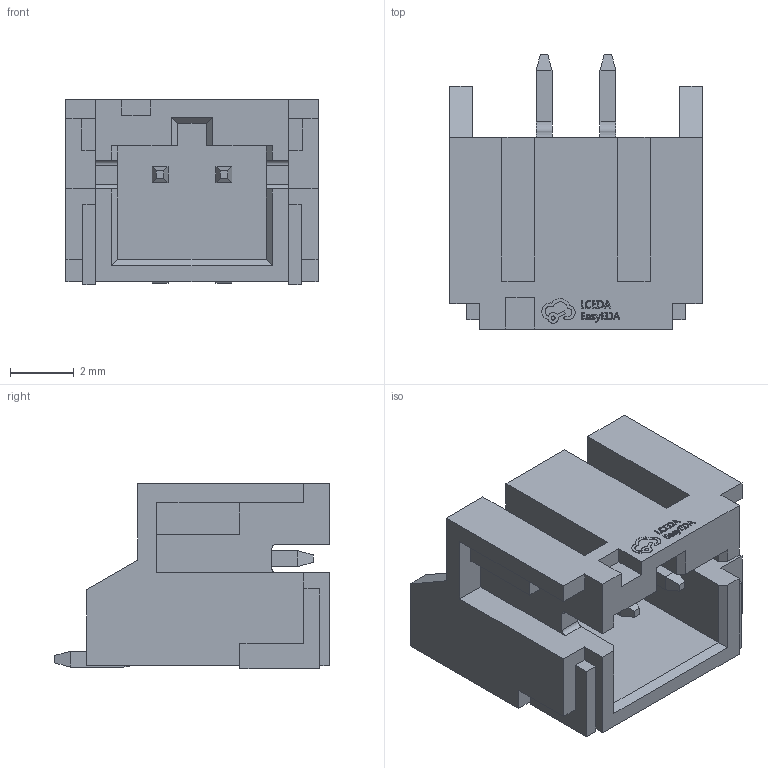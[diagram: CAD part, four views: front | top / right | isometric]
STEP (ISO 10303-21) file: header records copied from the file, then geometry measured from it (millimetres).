
FILE_DESCRIPTION (( 'STEP AP214' ), '1' );
FILE_NAME ('CONN-SMD_XDWF-0920-02P.STEP', '2024-03-27T11:01:42', ( 'User' ), ( 'China' ), 'SwSTEP 2.0', 'SolidWorks 2020', '' );
FILE_SCHEMA (( 'AUTOMOTIVE_DESIGN' ));
Length unit declared in the file: millimetre
Products named in the file (1): CONN-SMD_XDWF-0920-02P
Bounding box: 7.9 x 8.6 x 5.81 mm (x, y, z)
Volume: 155 mm3; surface area: 429.1 mm2
Topology: 1 solids, 1 shells, 354 faces, 963 edges, 634 vertices
Faces by surface type: plane 246, bspline 98, cylinder 10
Entity records: 15459 total; most frequent: CARTESIAN_POINT 3262, ORIENTED_EDGE 1926, DIRECTION 1297, EDGE_CURVE 963, VECTOR 743, LINE 743, VERTEX_POINT 634, EDGE_LOOP 377
